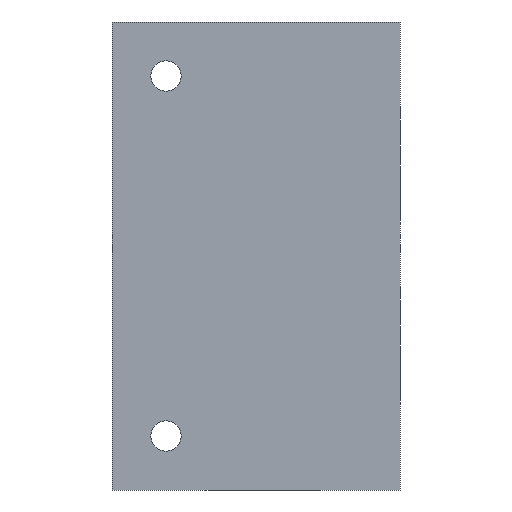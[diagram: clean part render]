
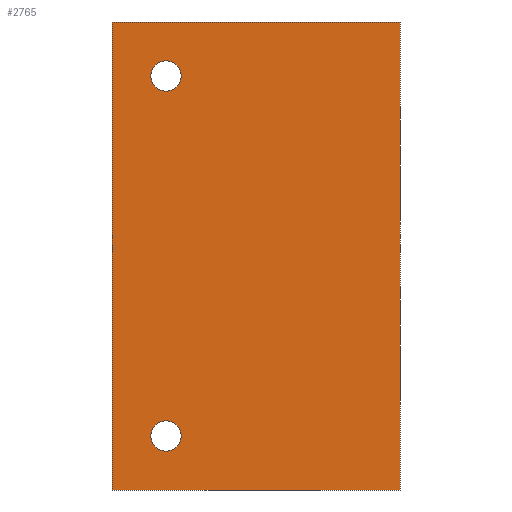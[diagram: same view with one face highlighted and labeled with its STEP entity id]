
A CAD part, front view. The second image highlights one B-rep face of the part: STEP entity #2765.
In plain terms, the highlighted planar face has unit normal (0, -1, 0).
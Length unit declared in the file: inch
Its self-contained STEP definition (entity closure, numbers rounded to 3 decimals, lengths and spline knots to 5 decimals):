
#5=DIRECTION('',(1.,0.,0.));
#6=VECTOR('',#5,4.);
#7=CARTESIAN_POINT('',(0.,-2.25,0.));
#8=LINE('',#7,#6);
#85=DIRECTION('',(0.,0.,1.));
#86=VECTOR('',#85,6.5);
#87=CARTESIAN_POINT('',(4.,-2.25,0.));
#88=LINE('',#87,#86);
#109=DIRECTION('',(0.,0.,1.));
#110=VECTOR('',#109,6.5);
#111=CARTESIAN_POINT('',(0.,-2.25,0.));
#112=LINE('',#111,#110);
#113=CARTESIAN_POINT('',(0.75,-2.25,5.75));
#114=DIRECTION('',(0.,-1.,0.));
#115=DIRECTION('',(-1.,0.,0.));
#116=AXIS2_PLACEMENT_3D('',#113,#114,#115);
#118=CARTESIAN_POINT('',(0.75,-2.25,5.75));
#119=DIRECTION('',(0.,-1.,0.));
#120=DIRECTION('',(1.,0.,0.));
#121=AXIS2_PLACEMENT_3D('',#118,#119,#120);
#123=CARTESIAN_POINT('',(0.75,-2.25,0.75));
#124=DIRECTION('',(0.,-1.,0.));
#125=DIRECTION('',(-1.,0.,0.));
#126=AXIS2_PLACEMENT_3D('',#123,#124,#125);
#128=CARTESIAN_POINT('',(0.75,-2.25,0.75));
#129=DIRECTION('',(0.,-1.,0.));
#130=DIRECTION('',(1.,0.,0.));
#131=AXIS2_PLACEMENT_3D('',#128,#129,#130);
#145=DIRECTION('',(1.,0.,0.));
#146=VECTOR('',#145,4.);
#147=CARTESIAN_POINT('',(0.,-2.25,6.5));
#148=LINE('',#147,#146);
#2292=CARTESIAN_POINT('',(0.,-2.25,0.));
#2294=VERTEX_POINT('',#2292);
#2295=CARTESIAN_POINT('',(4.,-2.25,0.));
#2296=VERTEX_POINT('',#2295);
#2300=CARTESIAN_POINT('',(0.,-2.25,6.5));
#2302=VERTEX_POINT('',#2300);
#2303=CARTESIAN_POINT('',(4.,-2.25,6.5));
#2304=VERTEX_POINT('',#2303);
#2528=CARTESIAN_POINT('',(0.539,-2.25,5.75));
#2529=CARTESIAN_POINT('',(0.961,-2.25,5.75));
#2530=VERTEX_POINT('',#2528);
#2531=VERTEX_POINT('',#2529);
#2536=CARTESIAN_POINT('',(0.539,-2.25,0.75));
#2537=CARTESIAN_POINT('',(0.961,-2.25,0.75));
#2538=VERTEX_POINT('',#2536);
#2539=VERTEX_POINT('',#2537);
#2741=CARTESIAN_POINT('',(0.,-2.25,0.));
#2742=DIRECTION('',(0.,-1.,0.));
#2743=DIRECTION('',(1.,0.,0.));
#2744=AXIS2_PLACEMENT_3D('',#2741,#2742,#2743);
#2745=PLANE('',#2744);
#2746=ORIENTED_EDGE('',*,*,#2641,.F.);
#2747=ORIENTED_EDGE('',*,*,#2666,.T.);
#2749=ORIENTED_EDGE('',*,*,#2748,.T.);
#2750=ORIENTED_EDGE('',*,*,#2721,.F.);
#2751=EDGE_LOOP('',(#2746,#2747,#2749,#2750));
#2752=FACE_OUTER_BOUND('',#2751,.F.);
#2754=ORIENTED_EDGE('',*,*,#2753,.T.);
#2756=ORIENTED_EDGE('',*,*,#2755,.T.);
#2757=EDGE_LOOP('',(#2754,#2756));
#2758=FACE_BOUND('',#2757,.F.);
#2760=ORIENTED_EDGE('',*,*,#2759,.T.);
#2762=ORIENTED_EDGE('',*,*,#2761,.T.);
#2763=EDGE_LOOP('',(#2760,#2762));
#2764=FACE_BOUND('',#2763,.F.);
#2765=ADVANCED_FACE('',(#2752,#2758,#2764),#2745,.T.);
#117=CIRCLE('',#116,0.211);
#122=CIRCLE('',#121,0.211);
#127=CIRCLE('',#126,0.211);
#132=CIRCLE('',#131,0.211);
#2641=EDGE_CURVE('',#2294,#2296,#8,.T.);
#2666=EDGE_CURVE('',#2294,#2302,#112,.T.);
#2721=EDGE_CURVE('',#2296,#2304,#88,.T.);
#2748=EDGE_CURVE('',#2302,#2304,#148,.T.);
#2753=EDGE_CURVE('',#2530,#2531,#117,.T.);
#2755=EDGE_CURVE('',#2531,#2530,#122,.T.);
#2759=EDGE_CURVE('',#2538,#2539,#127,.T.);
#2761=EDGE_CURVE('',#2539,#2538,#132,.T.);
